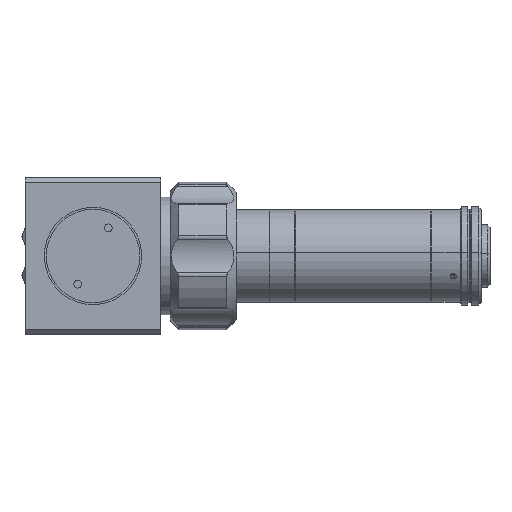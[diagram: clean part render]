
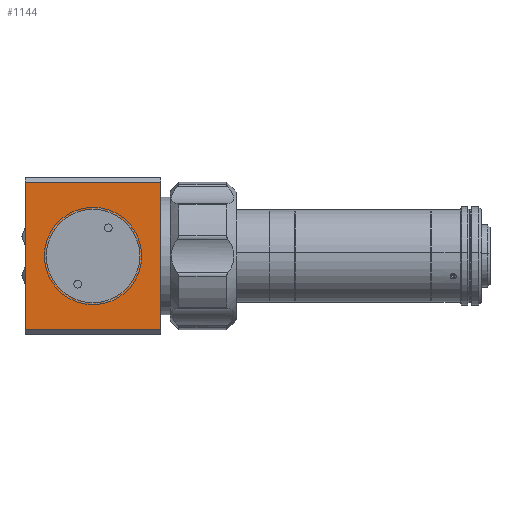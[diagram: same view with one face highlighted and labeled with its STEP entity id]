
A CAD part, front view. The second image highlights one B-rep face of the part: STEP entity #1144.
In plain terms, the highlighted planar face has unit normal (0, -1, 0).
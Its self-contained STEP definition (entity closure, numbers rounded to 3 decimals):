
#333 = VECTOR ( 'NONE', #8148, 1000. ) ;
#853 = ORIENTED_EDGE ( 'NONE', *, *, #7483, .T. ) ;
#865 = CARTESIAN_POINT ( 'NONE',  ( -27.5, -27.5, -30. ) ) ;
#974 = VERTEX_POINT ( 'NONE', #3170 ) ;
#1074 = AXIS2_PLACEMENT_3D ( 'NONE', #6748, #5812, #9920 ) ;
#1140 = EDGE_LOOP ( 'NONE', ( #853, #2746, #3455, #2892 ) ) ;
#1144 = ADVANCED_FACE ( 'NONE', ( #5978, #10223 ), #11136, .F. ) ;
#1462 = CARTESIAN_POINT ( 'NONE',  ( -27.5, -27.5, 32. ) ) ;
#1631 = CARTESIAN_POINT ( 'NONE',  ( -27.5, -27.5, 30. ) ) ;
#1735 = DIRECTION ( 'NONE',  ( 0., 0., 1. ) ) ;
#1978 = ORIENTED_EDGE ( 'NONE', *, *, #3014, .T. ) ;
#2374 = CARTESIAN_POINT ( 'NONE',  ( 27.5, -27.5, -30. ) ) ;
#2648 = LINE ( 'NONE', #3827, #333 ) ;
#2746 = ORIENTED_EDGE ( 'NONE', *, *, #9649, .T. ) ;
#2892 = ORIENTED_EDGE ( 'NONE', *, *, #8734, .T. ) ;
#3014 = EDGE_CURVE ( 'NONE', #10437, #6577, #7159, .T. ) ;
#3170 = CARTESIAN_POINT ( 'NONE',  ( 27.5, -27.5, 30. ) ) ;
#3455 = ORIENTED_EDGE ( 'NONE', *, *, #4470, .F. ) ;
#3608 = CARTESIAN_POINT ( 'NONE',  ( 27.5, -27.5, 32. ) ) ;
#3641 = DIRECTION ( 'NONE',  ( 0., 1., 0. ) ) ;
#3827 = CARTESIAN_POINT ( 'NONE',  ( 27.5, -27.5, -30. ) ) ;
#4280 = CARTESIAN_POINT ( 'NONE',  ( -27.5, -27.5, 30. ) ) ;
#4360 = AXIS2_PLACEMENT_3D ( 'NONE', #12605, #11406, #1735 ) ;
#4470 = EDGE_CURVE ( 'NONE', #974, #12501, #7793, .T. ) ;
#5597 = LINE ( 'NONE', #13087, #13831 ) ;
#5812 = DIRECTION ( 'NONE',  ( 0., 1., 0. ) ) ;
#5814 = VERTEX_POINT ( 'NONE', #4280 ) ;
#5931 = DIRECTION ( 'NONE',  ( -1., 0., 0. ) ) ;
#5978 = FACE_BOUND ( 'NONE', #10367, .T. ) ;
#6536 = DIRECTION ( 'NONE',  ( 0., 0., -1. ) ) ;
#6577 = VERTEX_POINT ( 'NONE', #9408 ) ;
#6748 = CARTESIAN_POINT ( 'NONE',  ( 0., -27.5, 0. ) ) ;
#7159 = CIRCLE ( 'NONE', #1074, 19. ) ;
#7277 = ORIENTED_EDGE ( 'NONE', *, *, #9173, .T. ) ;
#7483 = EDGE_CURVE ( 'NONE', #5814, #8912, #5597, .T. ) ;
#7793 = LINE ( 'NONE', #3608, #13718 ) ;
#7984 = CARTESIAN_POINT ( 'NONE',  ( 0., -27.5, 19. ) ) ;
#8148 = DIRECTION ( 'NONE',  ( 1., 0., 0. ) ) ;
#8734 = EDGE_CURVE ( 'NONE', #974, #5814, #12216, .T. ) ;
#8912 = VERTEX_POINT ( 'NONE', #865 ) ;
#9133 = DIRECTION ( 'NONE',  ( 0., 0., -1. ) ) ;
#9173 = EDGE_CURVE ( 'NONE', #6577, #10437, #13841, .T. ) ;
#9400 = AXIS2_PLACEMENT_3D ( 'NONE', #1462, #3641, #10296 ) ;
#9408 = CARTESIAN_POINT ( 'NONE',  ( 0., -27.5, -19. ) ) ;
#9649 = EDGE_CURVE ( 'NONE', #8912, #12501, #2648, .T. ) ;
#9920 = DIRECTION ( 'NONE',  ( 0., 0., 1. ) ) ;
#9995 = VECTOR ( 'NONE', #5931, 1000. ) ;
#10223 = FACE_OUTER_BOUND ( 'NONE', #1140, .T. ) ;
#10296 = DIRECTION ( 'NONE',  ( 0., 0., 1. ) ) ;
#10367 = EDGE_LOOP ( 'NONE', ( #1978, #7277 ) ) ;
#10437 = VERTEX_POINT ( 'NONE', #7984 ) ;
#11136 = PLANE ( 'NONE',  #9400 ) ;
#11406 = DIRECTION ( 'NONE',  ( 0., 1., 0. ) ) ;
#12216 = LINE ( 'NONE', #1631, #9995 ) ;
#12501 = VERTEX_POINT ( 'NONE', #2374 ) ;
#12605 = CARTESIAN_POINT ( 'NONE',  ( 0., -27.5, 0. ) ) ;
#13087 = CARTESIAN_POINT ( 'NONE',  ( -27.5, -27.5, 32. ) ) ;
#13718 = VECTOR ( 'NONE', #9133, 1000. ) ;
#13831 = VECTOR ( 'NONE', #6536, 1000. ) ;
#13841 = CIRCLE ( 'NONE', #4360, 19. ) ;
